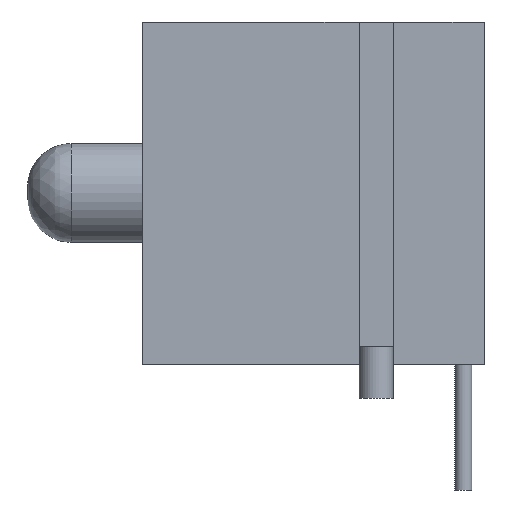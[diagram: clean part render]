
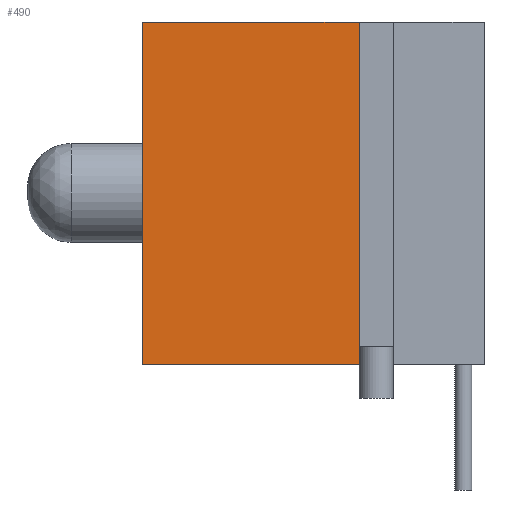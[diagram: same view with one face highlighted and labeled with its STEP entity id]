
A CAD part, front view. The second image highlights one B-rep face of the part: STEP entity #490.
In plain terms, the highlighted planar face has unit normal (0, -1, 0).
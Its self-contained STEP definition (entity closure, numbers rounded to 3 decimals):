
#45=LINE($,#756,#97);
#51=LINE($,#768,#103);
#52=LINE($,#770,#104);
#53=LINE($,#771,#105);
#97=VECTOR($,#609,10.);
#103=VECTOR($,#619,6.34);
#104=VECTOR($,#620,10.);
#105=VECTOR($,#621,6.34);
#136=PLANE($,#533);
#169=FACE_OUTER_BOUND($,#202,.T.);
#202=EDGE_LOOP($,(#389,#390,#391,#392));
#258=VERTEX_POINT($,#753);
#259=VERTEX_POINT($,#755);
#263=VERTEX_POINT($,#767);
#264=VERTEX_POINT($,#769);
#308=EDGE_CURVE($,#259,#258,#45,.T.);
#314=EDGE_CURVE($,#258,#263,#51,.T.);
#315=EDGE_CURVE($,#264,#263,#52,.T.);
#316=EDGE_CURVE($,#264,#259,#53,.T.);
#389=ORIENTED_EDGE($,*,*,#308,.T.);
#390=ORIENTED_EDGE($,*,*,#314,.T.);
#391=ORIENTED_EDGE($,*,*,#315,.F.);
#392=ORIENTED_EDGE($,*,*,#316,.T.);
#490=ADVANCED_FACE($,(#169),#136,.T.);
#533=AXIS2_PLACEMENT_3D($,#766,#617,#618);
#609=DIRECTION($,(0.,0.,1.));
#617=DIRECTION('center_axis',(0.,-1.,0.));
#618=DIRECTION('ref_axis',(0.,0.,-1.));
#619=DIRECTION($,(-1.,0.,0.));
#620=DIRECTION($,(0.,0.,1.));
#621=DIRECTION($,(1.,0.,0.));
#753=CARTESIAN_POINT('',(-3.04,-2.5,10.));
#755=CARTESIAN_POINT('',(-3.04,-2.5,0.));
#756=CARTESIAN_POINT($,(-3.04,-2.5,0.));
#766=CARTESIAN_POINT('Origin',(0.62,-2.5,0.));
#767=CARTESIAN_POINT('',(-9.38,-2.5,10.));
#768=CARTESIAN_POINT($,(-5.73,-2.5,10.));
#769=CARTESIAN_POINT('',(-9.38,-2.5,0.));
#770=CARTESIAN_POINT($,(-9.38,-2.5,0.));
#771=CARTESIAN_POINT($,(-5.73,-2.5,0.));
